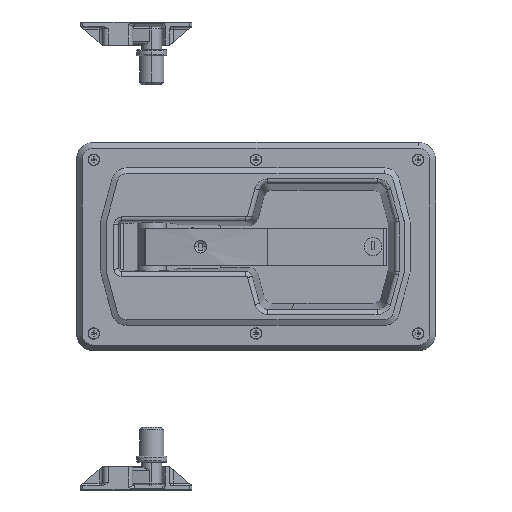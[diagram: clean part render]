
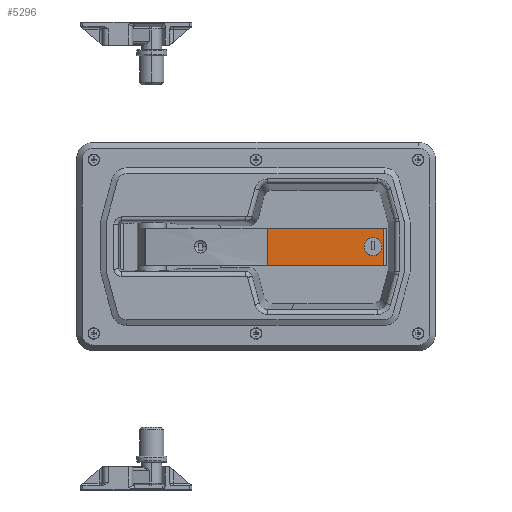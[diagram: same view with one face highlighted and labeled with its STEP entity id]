
A CAD part, top view. The second image highlights one B-rep face of the part: STEP entity #5296.
In plain terms, the highlighted face is planar.
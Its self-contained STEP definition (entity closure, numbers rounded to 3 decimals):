
#1426 = CARTESIAN_POINT ( 'NONE',  ( 200.389, 32., -16. ) ) ;
#1443 = CARTESIAN_POINT ( 'NONE',  ( 200.389, 32., 16. ) ) ;
#4040 = VECTOR ( 'NONE', #20130, 1000. ) ;
#4046 = VECTOR ( 'NONE', #20145, 1000. ) ;
#4051 = VECTOR ( 'NONE', #20160, 1000. ) ;
#5296 = ADVANCED_FACE ( 'NONE', ( #30933, #30936 ), #29718, .F. ) ;
#19596 = CARTESIAN_POINT ( 'NONE',  ( 100., 32., 16. ) ) ;
#19600 = CARTESIAN_POINT ( 'NONE',  ( 191., 32., -7.75 ) ) ;
#19613 = CARTESIAN_POINT ( 'NONE',  ( 100., 32., -16. ) ) ;
#19656 = CARTESIAN_POINT ( 'NONE',  ( 191., 32., 7.75 ) ) ;
#20128 = LINE ( 'NONE', #20129, #4040 ) ;
#20129 = CARTESIAN_POINT ( 'NONE',  ( 200.389, 32., 16. ) ) ;
#20130 = DIRECTION ( 'NONE',  ( 0., 0., -1. ) ) ;
#20143 = LINE ( 'NONE', #20144, #4046 ) ;
#20144 = CARTESIAN_POINT ( 'NONE',  ( 100., 32., 16. ) ) ;
#20145 = DIRECTION ( 'NONE',  ( -1., 0., 0. ) ) ;
#20158 = LINE ( 'NONE', #20159, #4051 ) ;
#20159 = CARTESIAN_POINT ( 'NONE',  ( 100., 32., -16. ) ) ;
#20160 = DIRECTION ( 'NONE',  ( -1., 0., 0. ) ) ;
#20311 = CARTESIAN_POINT ( 'NONE',  ( 191., 32., 0. ) ) ;
#20315 = DIRECTION ( 'NONE',  ( 0., 1., 0. ) ) ;
#20316 = DIRECTION ( 'NONE',  ( 0., 0., 1. ) ) ;
#20420 = LINE ( 'NONE', #20421, #21244 ) ;
#20421 = CARTESIAN_POINT ( 'NONE',  ( 100., 32., 16. ) ) ;
#20422 = DIRECTION ( 'NONE',  ( 0., 0., -1. ) ) ;
#20833 = CARTESIAN_POINT ( 'NONE',  ( 191., 32., 0. ) ) ;
#20837 = DIRECTION ( 'NONE',  ( 0., 1., 0. ) ) ;
#20838 = DIRECTION ( 'NONE',  ( 0., 0., 1. ) ) ;
#21221 = AXIS2_PLACEMENT_3D ( 'NONE', #20311, #20315, #20316 ) ;
#21244 = VECTOR ( 'NONE', #20422, 1000. ) ;
#21356 = AXIS2_PLACEMENT_3D ( 'NONE', #20833, #20837, #20838 ) ;
#23982 = EDGE_LOOP ( 'NONE', ( #24827, #24829 ) ) ;
#23983 = EDGE_LOOP ( 'NONE', ( #24825, #24830, #24831, #24828 ) ) ;
#24825 = ORIENTED_EDGE ( 'NONE', *, *, #32545, .T. ) ;
#24827 = ORIENTED_EDGE ( 'NONE', *, *, #38686, .F. ) ;
#24828 = ORIENTED_EDGE ( 'NONE', *, *, #32535, .T. ) ;
#24829 = ORIENTED_EDGE ( 'NONE', *, *, #34971, .F. ) ;
#24830 = ORIENTED_EDGE ( 'NONE', *, *, #35023, .F. ) ;
#24831 = ORIENTED_EDGE ( 'NONE', *, *, #32540, .F. ) ;
#28288 = VERTEX_POINT ( 'NONE', #1426 ) ;
#28305 = VERTEX_POINT ( 'NONE', #1443 ) ;
#28859 = VERTEX_POINT ( 'NONE', #19596 ) ;
#28863 = VERTEX_POINT ( 'NONE', #19600 ) ;
#28876 = VERTEX_POINT ( 'NONE', #19613 ) ;
#28919 = VERTEX_POINT ( 'NONE', #19656 ) ;
#29718 = PLANE ( 'NONE',  #30939 ) ;
#29719 = CARTESIAN_POINT ( 'NONE',  ( 100., 32., 16. ) ) ;
#29720 = DIRECTION ( 'NONE',  ( 0., -1., 0. ) ) ;
#29721 = DIRECTION ( 'NONE',  ( 0., 0., -1. ) ) ;
#30933 = FACE_BOUND ( 'NONE', #23982, .T. ) ;
#30936 = FACE_OUTER_BOUND ( 'NONE', #23983, .T. ) ;
#30939 = AXIS2_PLACEMENT_3D ( 'NONE', #29719, #29720, #29721 ) ;
#32535 = EDGE_CURVE ( 'NONE', #28305, #28288, #20128, .T. ) ;
#32540 = EDGE_CURVE ( 'NONE', #28305, #28859, #20143, .T. ) ;
#32545 = EDGE_CURVE ( 'NONE', #28288, #28876, #20158, .T. ) ;
#33978 = CIRCLE ( 'NONE', #21221, 7.75 ) ;
#34057 = CIRCLE ( 'NONE', #21356, 7.75 ) ;
#34971 = EDGE_CURVE ( 'NONE', #28863, #28919, #33978, .T. ) ;
#35023 = EDGE_CURVE ( 'NONE', #28859, #28876, #20420, .T. ) ;
#38686 = EDGE_CURVE ( 'NONE', #28919, #28863, #34057, .T. ) ;
